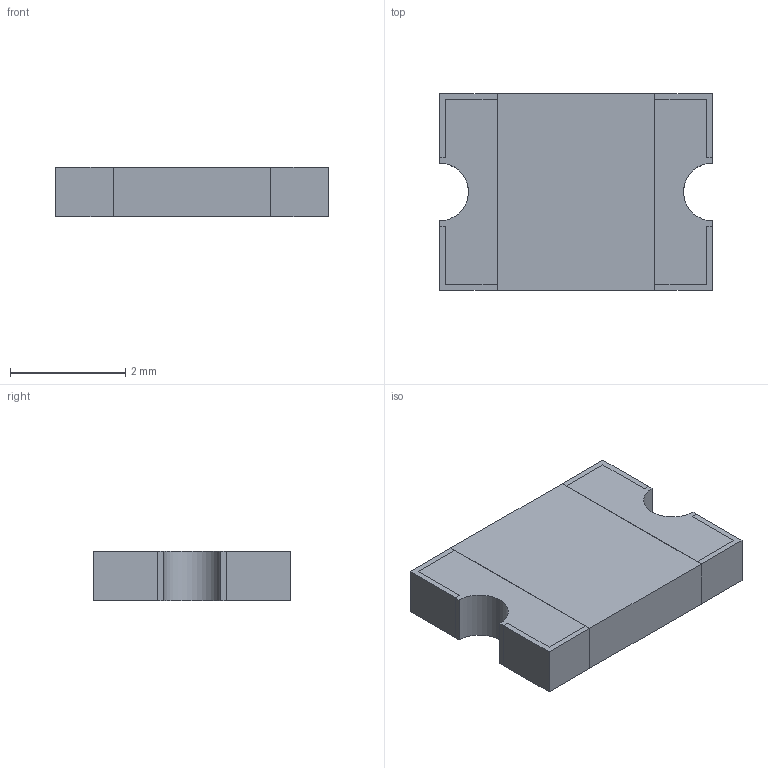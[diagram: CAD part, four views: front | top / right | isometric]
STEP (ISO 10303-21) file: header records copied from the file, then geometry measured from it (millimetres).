
FILE_DESCRIPTION((''),'2;1');
FILE_NAME('FUSR_BOURNS_MF-MSMF_STYLE1(H85).stp','2012-11-29T15:04:14',(''),(''),'Mechanical Desktop 2011','Mechanical Desktop 2011',', , ');
FILE_SCHEMA(('AUTOMOTIVE_DESIGN { 1 2 10303 214 1 1 1 1 }'));
Length unit declared in the file: millimetre
Products named in the file (1): Product
Bounding box: 4.73 x 3.41 x 0.85 mm (x, y, z)
Volume: 13 mm3; surface area: 70.8 mm2
Topology: 7 solids, 7 shells, 62 faces, 144 edges, 96 vertices
Faces by surface type: bspline 40, plane 21, cylinder 1
Entity records: 1791 total; most frequent: CARTESIAN_POINT 437, ORIENTED_EDGE 288, DIRECTION 194, EDGE_CURVE 144, VECTOR 140, LINE 140, VERTEX_POINT 96, EDGE_LOOP 62
